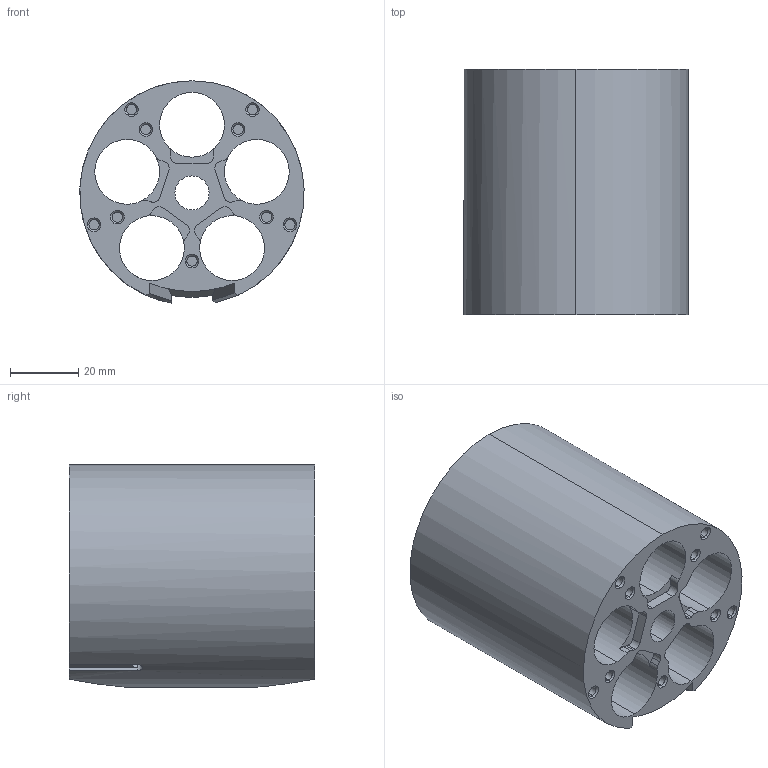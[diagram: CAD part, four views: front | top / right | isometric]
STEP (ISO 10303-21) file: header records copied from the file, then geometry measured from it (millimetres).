
FILE_DESCRIPTION (( 'STEP AP214' ), '1' );
FILE_NAME ('萇喀累翋极.STEP', '2023-01-17T14:06:17', ( '' ), ( '' ), 'SwSTEP 2.0', 'SolidWorks 2022', '' );
FILE_SCHEMA (( 'AUTOMOTIVE_DESIGN' ));
Length unit declared in the file: millimetre
Products named in the file (1): 萇喀累翋极
Bounding box: 65.74 x 72 x 65.25 mm (x, y, z)
Volume: 132015.4 mm3; surface area: 43649 mm2
Topology: 1 solids, 1 shells, 216 faces, 553 edges, 356 vertices
Faces by surface type: cylinder 103, plane 73, cone 36, bspline 4
Entity records: 6923 total; most frequent: CARTESIAN_POINT 1486, DIRECTION 1193, ORIENTED_EDGE 1106, EDGE_CURVE 553, AXIS2_PLACEMENT_3D 465, VERTEX_POINT 356, LINE 263, VECTOR 263
